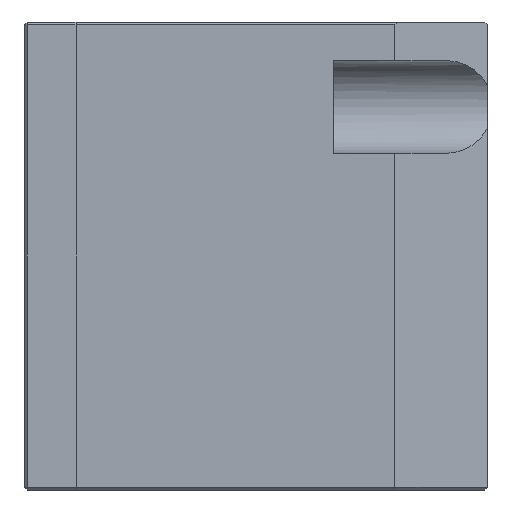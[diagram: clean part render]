
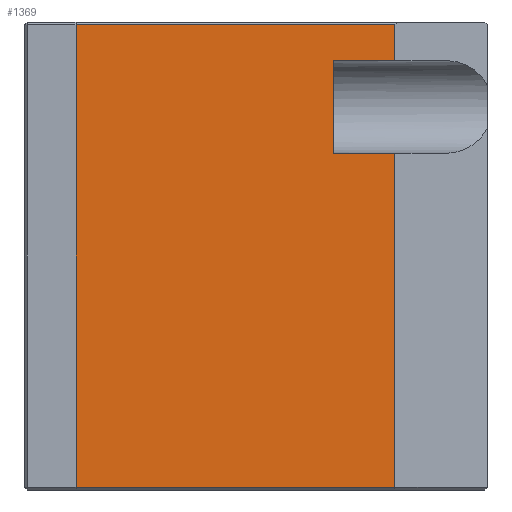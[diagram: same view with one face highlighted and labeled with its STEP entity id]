
A CAD part, left-side view. The second image highlights one B-rep face of the part: STEP entity #1369.
In plain terms, the highlighted planar face has unit normal (-1, 0, 0).
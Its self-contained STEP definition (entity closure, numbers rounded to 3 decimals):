
#77=PLANE('',#1558);
#141=LINE('',#2207,#260);
#142=LINE('',#2210,#261);
#146=LINE('',#2220,#265);
#147=LINE('',#2222,#266);
#148=LINE('',#2224,#267);
#149=LINE('',#2226,#268);
#150=LINE('',#2228,#269);
#151=LINE('',#2229,#270);
#260=VECTOR('',#1755,10.);
#261=VECTOR('',#1758,10.);
#265=VECTOR('',#1766,10.);
#266=VECTOR('',#1767,10.);
#267=VECTOR('',#1768,10.);
#268=VECTOR('',#1769,10.);
#269=VECTOR('',#1770,10.);
#270=VECTOR('',#1771,10.);
#403=FACE_OUTER_BOUND('',#493,.T.);
#493=EDGE_LOOP('',(#1015,#1016,#1017,#1018,#1019,#1020,#1021,#1022));
#679=VERTEX_POINT('',#2203);
#680=VERTEX_POINT('',#2205);
#681=VERTEX_POINT('',#2209);
#685=VERTEX_POINT('',#2219);
#686=VERTEX_POINT('',#2221);
#687=VERTEX_POINT('',#2223);
#688=VERTEX_POINT('',#2225);
#689=VERTEX_POINT('',#2227);
#806=EDGE_CURVE('',#680,#679,#141,.T.);
#807=EDGE_CURVE('',#679,#681,#142,.T.);
#812=EDGE_CURVE('',#680,#685,#146,.T.);
#813=EDGE_CURVE('',#686,#685,#147,.T.);
#814=EDGE_CURVE('',#687,#686,#148,.T.);
#815=EDGE_CURVE('',#688,#687,#149,.T.);
#816=EDGE_CURVE('',#689,#688,#150,.T.);
#817=EDGE_CURVE('',#681,#689,#151,.T.);
#1015=ORIENTED_EDGE('',*,*,#806,.F.);
#1016=ORIENTED_EDGE('',*,*,#812,.T.);
#1017=ORIENTED_EDGE('',*,*,#813,.F.);
#1018=ORIENTED_EDGE('',*,*,#814,.F.);
#1019=ORIENTED_EDGE('',*,*,#815,.F.);
#1020=ORIENTED_EDGE('',*,*,#816,.F.);
#1021=ORIENTED_EDGE('',*,*,#817,.F.);
#1022=ORIENTED_EDGE('',*,*,#807,.F.);
#1369=ADVANCED_FACE('',(#403),#77,.F.);
#1558=AXIS2_PLACEMENT_3D('',#2218,#1764,#1765);
#1755=DIRECTION('',(0.,-1.,0.));
#1758=DIRECTION('',(0.,0.,-1.));
#1764=DIRECTION('center_axis',(1.,0.,0.));
#1765=DIRECTION('ref_axis',(0.,0.,-1.));
#1766=DIRECTION('',(0.,0.,-1.));
#1767=DIRECTION('',(0.,1.,0.));
#1768=DIRECTION('',(0.,0.,-1.));
#1769=DIRECTION('',(0.,-1.,0.));
#1770=DIRECTION('',(0.,0.,-1.));
#1771=DIRECTION('',(0.,1.,0.));
#2203=CARTESIAN_POINT('',(-53.,-27.,45.));
#2205=CARTESIAN_POINT('',(-53.,35.,45.));
#2207=CARTESIAN_POINT('',(-53.,-16.659,45.));
#2209=CARTESIAN_POINT('',(-53.,-27.,38.));
#2210=CARTESIAN_POINT('',(-53.,-27.,1.318));
#2218=CARTESIAN_POINT('Origin',(-53.,-33.318,2.636));
#2219=CARTESIAN_POINT('',(-53.,35.,-45.));
#2220=CARTESIAN_POINT('',(-53.,35.,45.5));
#2221=CARTESIAN_POINT('',(-53.,-27.,-45.));
#2222=CARTESIAN_POINT('',(-53.,-16.659,-45.));
#2223=CARTESIAN_POINT('',(-53.,-27.,20.));
#2224=CARTESIAN_POINT('',(-53.,-27.,1.318));
#2225=CARTESIAN_POINT('',(-53.,-15.,20.));
#2226=CARTESIAN_POINT('',(-53.,-39.159,20.));
#2227=CARTESIAN_POINT('',(-53.,-15.,38.));
#2228=CARTESIAN_POINT('',(-53.,-15.,15.818));
#2229=CARTESIAN_POINT('',(-53.,-39.159,38.));
